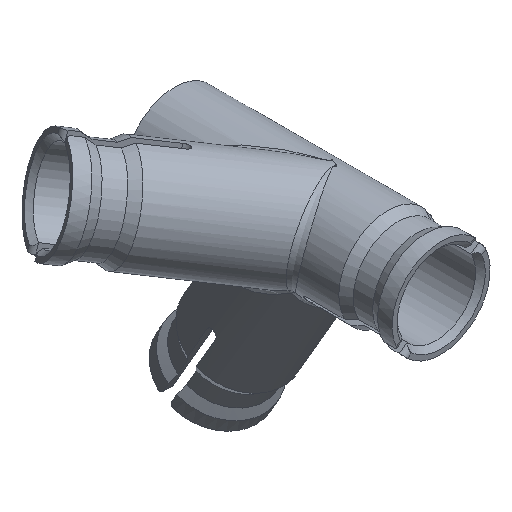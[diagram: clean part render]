
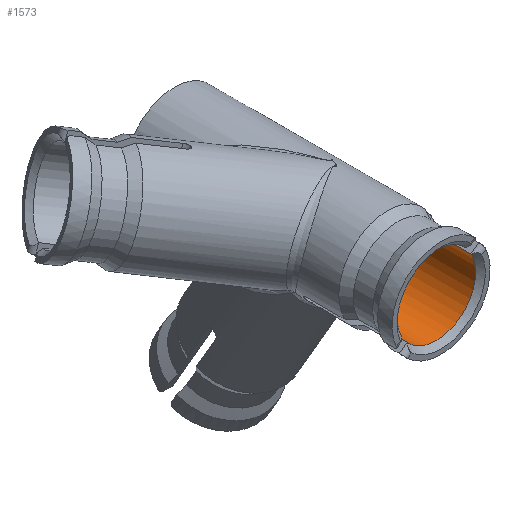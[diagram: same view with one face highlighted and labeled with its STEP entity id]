
A CAD part, isometric view. The second image highlights one B-rep face of the part: STEP entity #1573.
In plain terms, the highlighted cylindrical face has radius 8.1 mm (diameter 16.2 mm), a full revolution.
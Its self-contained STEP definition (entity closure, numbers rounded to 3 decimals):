
#121=LINE('',#3936,#212);
#127=LINE('',#3968,#218);
#128=LINE('',#3970,#219);
#129=LINE('',#3993,#220);
#130=LINE('',#4016,#221);
#212=VECTOR('',#1949,10.);
#218=VECTOR('',#1961,8.1);
#219=VECTOR('',#1962,10.);
#220=VECTOR('',#1963,10.);
#221=VECTOR('',#1964,10.);
#287=CIRCLE('',#1689,8.1);
#289=CIRCLE('',#1693,8.1);
#290=CIRCLE('',#1694,8.1);
#292=CIRCLE('',#1701,8.1);
#338=CYLINDRICAL_SURFACE('',#1700,8.1);
#402=FACE_OUTER_BOUND('',#488,.T.);
#488=EDGE_LOOP('',(#1261,#1262,#1263,#1264,#1265,#1266,#1267,#1268,#1269,
#1270,#1271,#1272,#1273,#1274));
#582=B_SPLINE_CURVE_WITH_KNOTS('',3,(#3972,#3973,#3974,#3975,#3976,#3977,
#3978,#3979,#3980,#3981),.UNSPECIFIED.,.F.,.F.,(4,2,2,2,4),(0.151,
0.189,0.226,0.264,0.302),
 .UNSPECIFIED.);
#583=B_SPLINE_CURVE_WITH_KNOTS('',3,(#3982,#3983,#3984,#3985,#3986,#3987,
#3988,#3989,#3990,#3991),.UNSPECIFIED.,.F.,.F.,(4,2,2,2,4),(0.302,
0.339,0.377,0.415,0.453),
 .UNSPECIFIED.);
#584=B_SPLINE_CURVE_WITH_KNOTS('',3,(#3995,#3996,#3997,#3998,#3999,#4000,
#4001,#4002,#4003,#4004),.UNSPECIFIED.,.F.,.F.,(4,2,2,2,4),(0.151,
0.189,0.226,0.264,0.302),
 .UNSPECIFIED.);
#585=B_SPLINE_CURVE_WITH_KNOTS('',3,(#4006,#4007,#4008,#4009,#4010,#4011,
#4012,#4013,#4014,#4015),.UNSPECIFIED.,.F.,.F.,(4,2,2,2,4),(0.302,
0.339,0.377,0.415,0.453),
 .UNSPECIFIED.);
#688=VERTEX_POINT('',#3820);
#692=VERTEX_POINT('',#3846);
#696=VERTEX_POINT('',#3878);
#698=VERTEX_POINT('',#3898);
#699=VERTEX_POINT('',#3914);
#702=VERTEX_POINT('',#3935);
#709=VERTEX_POINT('',#3966);
#710=VERTEX_POINT('',#3969);
#711=VERTEX_POINT('',#3971);
#712=VERTEX_POINT('',#3992);
#713=VERTEX_POINT('',#3994);
#714=VERTEX_POINT('',#4005);
#892=EDGE_CURVE('',#688,#692,#287,.T.);
#900=EDGE_CURVE('',#698,#699,#289,.T.);
#901=EDGE_CURVE('',#699,#696,#290,.T.);
#906=EDGE_CURVE('',#702,#692,#121,.T.);
#915=EDGE_CURVE('',#709,#709,#292,.T.);
#916=EDGE_CURVE('',#709,#699,#127,.T.);
#917=EDGE_CURVE('',#698,#710,#128,.T.);
#918=EDGE_CURVE('',#711,#710,#582,.T.);
#919=EDGE_CURVE('',#702,#711,#583,.T.);
#920=EDGE_CURVE('',#688,#712,#129,.T.);
#921=EDGE_CURVE('',#713,#712,#584,.T.);
#922=EDGE_CURVE('',#714,#713,#585,.T.);
#923=EDGE_CURVE('',#714,#696,#130,.T.);
#1261=ORIENTED_EDGE('',*,*,#915,.F.);
#1262=ORIENTED_EDGE('',*,*,#916,.T.);
#1263=ORIENTED_EDGE('',*,*,#900,.F.);
#1264=ORIENTED_EDGE('',*,*,#917,.T.);
#1265=ORIENTED_EDGE('',*,*,#918,.F.);
#1266=ORIENTED_EDGE('',*,*,#919,.F.);
#1267=ORIENTED_EDGE('',*,*,#906,.T.);
#1268=ORIENTED_EDGE('',*,*,#892,.F.);
#1269=ORIENTED_EDGE('',*,*,#920,.T.);
#1270=ORIENTED_EDGE('',*,*,#921,.F.);
#1271=ORIENTED_EDGE('',*,*,#922,.F.);
#1272=ORIENTED_EDGE('',*,*,#923,.T.);
#1273=ORIENTED_EDGE('',*,*,#901,.F.);
#1274=ORIENTED_EDGE('',*,*,#916,.F.);
#1573=ADVANCED_FACE('',(#402),#338,.F.);
#1689=AXIS2_PLACEMENT_3D('',#3847,#1925,#1926);
#1693=AXIS2_PLACEMENT_3D('',#3915,#1935,#1936);
#1694=AXIS2_PLACEMENT_3D('',#3916,#1937,#1938);
#1700=AXIS2_PLACEMENT_3D('',#3965,#1957,#1958);
#1701=AXIS2_PLACEMENT_3D('',#3967,#1959,#1960);
#1925=DIRECTION('center_axis',(0.,1.,0.));
#1926=DIRECTION('ref_axis',(1.,0.,0.));
#1935=DIRECTION('center_axis',(0.,1.,0.));
#1936=DIRECTION('ref_axis',(-1.,0.,0.));
#1937=DIRECTION('center_axis',(0.,1.,0.));
#1938=DIRECTION('ref_axis',(-1.,0.,0.));
#1949=DIRECTION('',(0.,-1.,0.));
#1957=DIRECTION('center_axis',(0.,1.,0.));
#1958=DIRECTION('ref_axis',(1.,0.,0.));
#1959=DIRECTION('center_axis',(0.,-1.,0.));
#1960=DIRECTION('ref_axis',(1.,0.,0.));
#1961=DIRECTION('',(0.,-1.,0.));
#1962=DIRECTION('',(0.,1.,0.));
#1963=DIRECTION('',(0.,1.,0.));
#1964=DIRECTION('',(0.,-1.,0.));
#3820=CARTESIAN_POINT('',(7.149,1.,3.808));
#3846=CARTESIAN_POINT('',(-5.998,1.,-5.444));
#3847=CARTESIAN_POINT('Origin',(0.,1.,0.));
#3878=CARTESIAN_POINT('',(5.998,1.,5.444));
#3898=CARTESIAN_POINT('',(-7.149,1.,-3.808));
#3914=CARTESIAN_POINT('',(-8.1,1.,0.));
#3915=CARTESIAN_POINT('Origin',(0.,1.,0.));
#3916=CARTESIAN_POINT('Origin',(0.,1.,0.));
#3935=CARTESIAN_POINT('',(-5.998,19.,-5.444));
#3936=CARTESIAN_POINT('',(-5.998,0.,-5.444));
#3965=CARTESIAN_POINT('Origin',(0.,0.,0.));
#3966=CARTESIAN_POINT('',(-8.1,55.,0.));
#3967=CARTESIAN_POINT('Origin',(0.,55.,0.));
#3968=CARTESIAN_POINT('',(-8.1,0.,0.));
#3969=CARTESIAN_POINT('',(-7.149,19.,-3.808));
#3970=CARTESIAN_POINT('',(-7.149,0.,-3.808));
#3971=CARTESIAN_POINT('',(-6.624,20.,-4.662));
#3972=CARTESIAN_POINT('Ctrl Pts',(-6.624,20.,-4.662));
#3973=CARTESIAN_POINT('Ctrl Pts',(-6.697,20.,-4.559));
#3974=CARTESIAN_POINT('Ctrl Pts',(-6.771,19.975,-4.447));
#3975=CARTESIAN_POINT('Ctrl Pts',(-6.903,19.873,-4.239));
#3976=CARTESIAN_POINT('Ctrl Pts',(-6.961,19.796,-4.143));
#3977=CARTESIAN_POINT('Ctrl Pts',(-7.051,19.618,-3.988));
#3978=CARTESIAN_POINT('Ctrl Pts',(-7.088,19.506,-3.921));
#3979=CARTESIAN_POINT('Ctrl Pts',(-7.137,19.26,-3.831));
#3980=CARTESIAN_POINT('Ctrl Pts',(-7.149,19.126,-3.808));
#3981=CARTESIAN_POINT('Ctrl Pts',(-7.149,19.,-3.808));
#3982=CARTESIAN_POINT('Ctrl Pts',(-5.998,19.,-5.444));
#3983=CARTESIAN_POINT('Ctrl Pts',(-5.998,19.126,-5.444));
#3984=CARTESIAN_POINT('Ctrl Pts',(-6.015,19.26,-5.425));
#3985=CARTESIAN_POINT('Ctrl Pts',(-6.083,19.506,-5.348));
#3986=CARTESIAN_POINT('Ctrl Pts',(-6.135,19.618,-5.29));
#3987=CARTESIAN_POINT('Ctrl Pts',(-6.249,19.796,-5.154));
#3988=CARTESIAN_POINT('Ctrl Pts',(-6.321,19.873,-5.067));
#3989=CARTESIAN_POINT('Ctrl Pts',(-6.472,19.975,-4.872));
#3990=CARTESIAN_POINT('Ctrl Pts',(-6.552,20.,-4.764));
#3991=CARTESIAN_POINT('Ctrl Pts',(-6.624,20.,-4.662));
#3992=CARTESIAN_POINT('',(7.149,19.,3.808));
#3993=CARTESIAN_POINT('',(7.149,0.,3.808));
#3994=CARTESIAN_POINT('',(6.624,20.,4.662));
#3995=CARTESIAN_POINT('Ctrl Pts',(6.624,20.,4.662));
#3996=CARTESIAN_POINT('Ctrl Pts',(6.697,20.,4.559));
#3997=CARTESIAN_POINT('Ctrl Pts',(6.771,19.975,4.447));
#3998=CARTESIAN_POINT('Ctrl Pts',(6.903,19.873,4.239));
#3999=CARTESIAN_POINT('Ctrl Pts',(6.961,19.796,4.143));
#4000=CARTESIAN_POINT('Ctrl Pts',(7.051,19.618,3.988));
#4001=CARTESIAN_POINT('Ctrl Pts',(7.088,19.506,3.921));
#4002=CARTESIAN_POINT('Ctrl Pts',(7.137,19.26,3.831));
#4003=CARTESIAN_POINT('Ctrl Pts',(7.149,19.126,3.808));
#4004=CARTESIAN_POINT('Ctrl Pts',(7.149,19.,3.808));
#4005=CARTESIAN_POINT('',(5.998,19.,5.444));
#4006=CARTESIAN_POINT('Ctrl Pts',(5.998,19.,5.444));
#4007=CARTESIAN_POINT('Ctrl Pts',(5.998,19.126,5.444));
#4008=CARTESIAN_POINT('Ctrl Pts',(6.015,19.26,5.425));
#4009=CARTESIAN_POINT('Ctrl Pts',(6.083,19.506,5.348));
#4010=CARTESIAN_POINT('Ctrl Pts',(6.135,19.618,5.29));
#4011=CARTESIAN_POINT('Ctrl Pts',(6.249,19.796,5.154));
#4012=CARTESIAN_POINT('Ctrl Pts',(6.321,19.873,5.067));
#4013=CARTESIAN_POINT('Ctrl Pts',(6.472,19.975,4.872));
#4014=CARTESIAN_POINT('Ctrl Pts',(6.552,20.,4.764));
#4015=CARTESIAN_POINT('Ctrl Pts',(6.624,20.,4.662));
#4016=CARTESIAN_POINT('',(5.998,0.,5.444));
